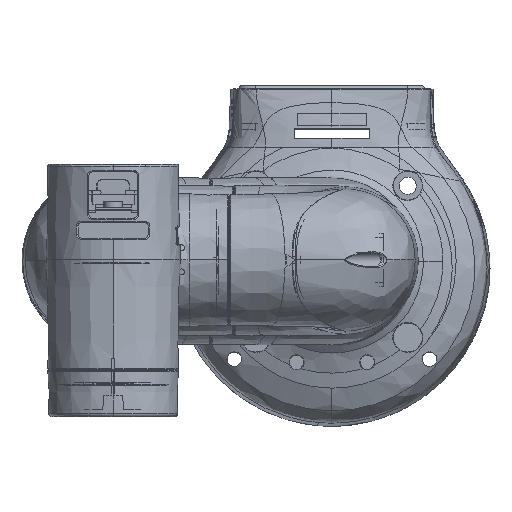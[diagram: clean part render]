
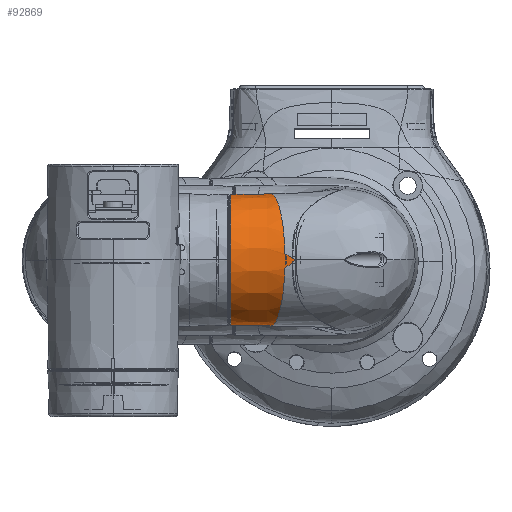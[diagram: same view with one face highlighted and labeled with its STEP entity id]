
A CAD part, top view. The second image highlights one B-rep face of the part: STEP entity #92869.
In plain terms, the highlighted conical face has half-angle 0.909 degrees and reference radius 19.206 mm.
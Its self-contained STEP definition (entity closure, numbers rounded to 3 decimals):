
#3166 = DIRECTION ( 'NONE',  ( 0., -1., 0. ) ) ;
#3929 = CARTESIAN_POINT ( 'NONE',  ( -26.36, 19.002, 198.507 ) ) ;
#6378 = CARTESIAN_POINT ( 'NONE',  ( -29.36, -18.954, 198.507 ) ) ;
#7043 = CARTESIAN_POINT ( 'NONE',  ( -26.86, 18.988, 199.007 ) ) ;
#9156 = CARTESIAN_POINT ( 'NONE',  ( -29.114, 18.952, 199.007 ) ) ;
#9441 = EDGE_CURVE ( 'NONE', #237262, #278260, #248808, .T. ) ;
#13536 = AXIS2_PLACEMENT_3D ( 'NONE', #296946, #245471, #247689 ) ;
#18970 = CARTESIAN_POINT ( 'NONE',  ( -17.692, 19.14, 198.507 ) ) ;
#19045 = EDGE_CURVE ( 'NONE', #44323, #235575, #122094, .T. ) ;
#23851 = VERTEX_POINT ( 'NONE', #192667 ) ;
#28545 = B_SPLINE_CURVE_WITH_KNOTS ( 'NONE', 3,
 ( #302070, #127494, #174545, #175663, #305317, #152115, #177859, #30110, #54771 ),
 .UNSPECIFIED., .F., .F.,
 ( 4, 1, 1, 1, 1, 1, 4 ),
 ( 0., 0.125, 0.249, 0.499, 0.748, 0.998, 1. ),
 .UNSPECIFIED. ) ;
#30110 = CARTESIAN_POINT ( 'NONE',  ( -17.688, -19.14, 198.529 ) ) ;
#30757 = CARTESIAN_POINT ( 'NONE',  ( -26.725, 18.99, 199.006 ) ) ;
#44323 = VERTEX_POINT ( 'NONE', #144264 ) ;
#44692 = CARTESIAN_POINT ( 'NONE',  ( -17.156, 19.145, 201.033 ) ) ;
#54771 = CARTESIAN_POINT ( 'NONE',  ( -17.692, -19.14, 198.507 ) ) ;
#57369 = CARTESIAN_POINT ( 'NONE',  ( -28.991, 18.954, 199.007 ) ) ;
#64201 = EDGE_CURVE ( 'NONE', #237262, #125088, #280548, .T. ) ;
#67166 = CARTESIAN_POINT ( 'NONE',  ( -16.096, 18.164, 206.019 ) ) ;
#79183 = EDGE_CURVE ( 'NONE', #235575, #23851, #201896, .T. ) ;
#85320 = CARTESIAN_POINT ( 'NONE',  ( -28.28, 18.965, 199.007 ) ) ;
#92869 = ADVANCED_FACE ( 'NONE', ( #155213 ), #274992, .T. ) ;
#100739 = EDGE_CURVE ( 'NONE', #44323, #125088, #126348, .T. ) ;
#103963 = CARTESIAN_POINT ( 'NONE',  ( -17.692, -19.14, 198.507 ) ) ;
#104422 = ORIENTED_EDGE ( 'NONE', *, *, #100739, .T. ) ;
#105379 = CARTESIAN_POINT ( 'NONE',  ( -17.692, 19.14, 198.507 ) ) ;
#120849 = CARTESIAN_POINT ( 'NONE',  ( -14.743, 13.957, 212.388 ) ) ;
#120975 = ORIENTED_EDGE ( 'NONE', *, *, #9441, .T. ) ;
#122094 = LINE ( 'NONE', #311278, #210272 ) ;
#125088 = VERTEX_POINT ( 'NONE', #7043 ) ;
#126348 = B_SPLINE_CURVE_WITH_KNOTS ( 'NONE', 3,
 ( #3929, #312573, #261186, #233264, #30757, #209715 ),
 .UNSPECIFIED., .F., .F.,
 ( 4, 2, 4 ),
 ( 0., 0.5, 1. ),
 .UNSPECIFIED. ) ;
#127494 = CARTESIAN_POINT ( 'NONE',  ( -13.611, -1.264, 217.712 ) ) ;
#135552 = CARTESIAN_POINT ( 'NONE',  ( -26.86, 18.988, 199.007 ) ) ;
#143168 = CARTESIAN_POINT ( 'NONE',  ( -13.665, 3.792, 217.459 ) ) ;
#144264 = CARTESIAN_POINT ( 'NONE',  ( -26.36, 19.002, 198.507 ) ) ;
#147577 = CARTESIAN_POINT ( 'NONE',  ( -13.98, 8.647, 215.976 ) ) ;
#149767 = ORIENTED_EDGE ( 'NONE', *, *, #19045, .F. ) ;
#150948 = DIRECTION ( 'NONE',  ( 1., 0., 0. ) ) ;
#152115 = CARTESIAN_POINT ( 'NONE',  ( -16.096, -18.163, 206.019 ) ) ;
#155213 = FACE_OUTER_BOUND ( 'NONE', #191154, .T. ) ;
#174545 = CARTESIAN_POINT ( 'NONE',  ( -13.665, -3.792, 217.459 ) ) ;
#175663 = CARTESIAN_POINT ( 'NONE',  ( -13.98, -8.646, 215.976 ) ) ;
#177859 = CARTESIAN_POINT ( 'NONE',  ( -17.156, -19.144, 201.033 ) ) ;
#188165 = CARTESIAN_POINT ( 'NONE',  ( -29.237, 18.95, 199.007 ) ) ;
#188892 = VERTEX_POINT ( 'NONE', #103963 ) ;
#191154 = EDGE_LOOP ( 'NONE', ( #149767, #104422, #305523, #120975, #316036, #239836, #281082 ) ) ;
#192667 = CARTESIAN_POINT ( 'NONE',  ( -10.553, 0., 217.737 ) ) ;
#198838 = AXIS2_PLACEMENT_3D ( 'NONE', #304156, #150948, #3166 ) ;
#201896 = B_SPLINE_CURVE_WITH_KNOTS ( 'NONE', 3,
 ( #18970, #324231, #44692, #67166, #120849, #147577, #143168, #297547, #274010 ),
 .UNSPECIFIED., .F., .F.,
 ( 4, 1, 1, 1, 1, 1, 4 ),
 ( 0., 0.002, 0.252, 0.501, 0.751, 0.875, 1. ),
 .UNSPECIFIED. ) ;
#202335 = CARTESIAN_POINT ( 'NONE',  ( -13.505, -19.206, 198.507 ) ) ;
#203932 = EDGE_CURVE ( 'NONE', #23851, #188892, #28545, .T. ) ;
#204036 = DIRECTION ( 'NONE',  ( 1., 0.016, 0. ) ) ;
#209367 = VECTOR ( 'NONE', #250479, 1000. ) ;
#209715 = CARTESIAN_POINT ( 'NONE',  ( -26.86, 18.988, 199.007 ) ) ;
#210272 = VECTOR ( 'NONE', #204036, 1000. ) ;
#211633 = CARTESIAN_POINT ( 'NONE',  ( -27.57, 18.976, 199.007 ) ) ;
#233264 = CARTESIAN_POINT ( 'NONE',  ( -26.599, 18.993, 198.953 ) ) ;
#235575 = VERTEX_POINT ( 'NONE', #105379 ) ;
#236545 = CARTESIAN_POINT ( 'NONE',  ( -29.36, 18.948, 199.007 ) ) ;
#237262 = VERTEX_POINT ( 'NONE', #236545 ) ;
#239836 = ORIENTED_EDGE ( 'NONE', *, *, #203932, .F. ) ;
#244020 = EDGE_CURVE ( 'NONE', #278260, #188892, #245322, .T. ) ;
#245322 = LINE ( 'NONE', #202335, #209367 ) ;
#245471 = DIRECTION ( 'NONE',  ( 1., 0., 0. ) ) ;
#247689 = DIRECTION ( 'NONE',  ( 0., -1., 0. ) ) ;
#248808 = CIRCLE ( 'NONE', #13536, 18.954 ) ;
#250479 = DIRECTION ( 'NONE',  ( 1., -0.016, 0. ) ) ;
#261186 = CARTESIAN_POINT ( 'NONE',  ( -26.414, 19., 198.768 ) ) ;
#274010 = CARTESIAN_POINT ( 'NONE',  ( -13.611, 0., 217.712 ) ) ;
#274992 = CONICAL_SURFACE ( 'NONE', #198838, 19.206, 0.016 ) ;
#278260 = VERTEX_POINT ( 'NONE', #6378 ) ;
#280548 = B_SPLINE_CURVE_WITH_KNOTS ( 'NONE', 3,
 ( #292115, #188165, #9156, #57369, #85320, #211633, #135552 ),
 .UNSPECIFIED., .F., .F.,
 ( 4, 3, 4 ),
 ( 0.006, 0.006, 0.008 ),
 .UNSPECIFIED. ) ;
#281082 = ORIENTED_EDGE ( 'NONE', *, *, #79183, .F. ) ;
#292115 = CARTESIAN_POINT ( 'NONE',  ( -29.36, 18.948, 199.007 ) ) ;
#296946 = CARTESIAN_POINT ( 'NONE',  ( -29.36, 0., 198.507 ) ) ;
#297547 = CARTESIAN_POINT ( 'NONE',  ( -13.611, 1.264, 217.712 ) ) ;
#302070 = CARTESIAN_POINT ( 'NONE',  ( -13.611, 0., 217.712 ) ) ;
#304156 = CARTESIAN_POINT ( 'NONE',  ( -13.505, 0., 198.507 ) ) ;
#305317 = CARTESIAN_POINT ( 'NONE',  ( -14.743, -13.957, 212.388 ) ) ;
#305523 = ORIENTED_EDGE ( 'NONE', *, *, #64201, .F. ) ;
#311278 = CARTESIAN_POINT ( 'NONE',  ( -13.505, 19.206, 198.507 ) ) ;
#312573 = CARTESIAN_POINT ( 'NONE',  ( -26.36, 19.002, 198.639 ) ) ;
#316036 = ORIENTED_EDGE ( 'NONE', *, *, #244020, .T. ) ;
#324231 = CARTESIAN_POINT ( 'NONE',  ( -17.688, 19.14, 198.529 ) ) ;
